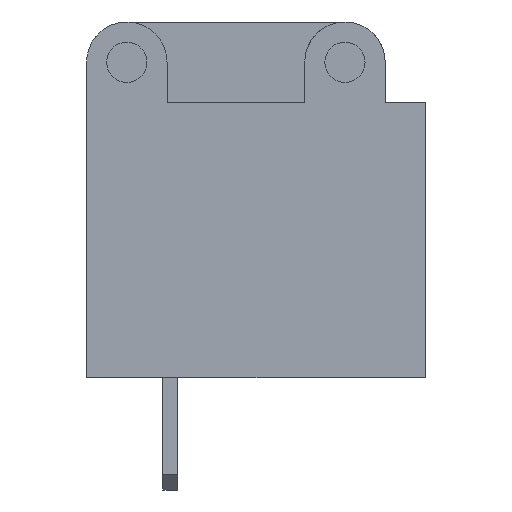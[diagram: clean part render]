
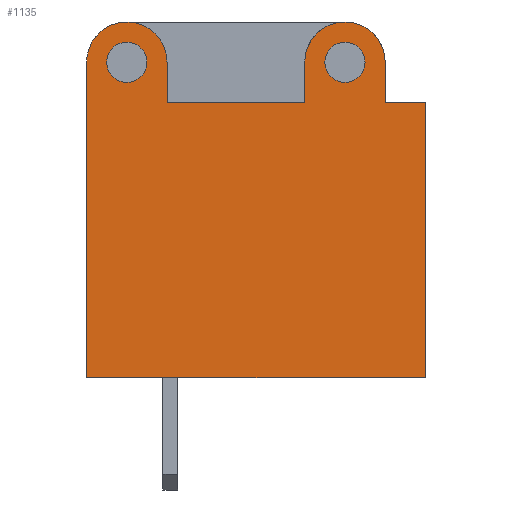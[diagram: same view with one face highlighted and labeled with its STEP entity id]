
A CAD part, left-side view. The second image highlights one B-rep face of the part: STEP entity #1135.
In plain terms, the highlighted planar face has unit normal (-1, 0, 0).
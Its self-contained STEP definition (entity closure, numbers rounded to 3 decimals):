
#13=DIRECTION('',(0.,0.,1.));
#22=VERTEX_POINT('',#23);
#23=CARTESIAN_POINT('',(-5.5,-12.05,0.));
#28=DIRECTION('',(1.,0.,0.));
#30=EDGE_CURVE('',#22,#31,#33,.T.);
#31=VERTEX_POINT('',#32);
#32=CARTESIAN_POINT('',(-5.5,-12.05,13.));
#33=LINE('',#23,#34);
#34=VECTOR('',#13,1.);
#58=VECTOR('',#59,1.);
#59=DIRECTION('',(0.,0.,-1.));
#173=DIRECTION('',(0.,1.,0.));
#178=EDGE_CURVE('',#179,#22,#181,.T.);
#179=VERTEX_POINT('',#180);
#180=CARTESIAN_POINT('',(-5.5,3.95,0.));
#181=LINE('',#180,#182);
#182=VECTOR('',#183,1.);
#183=DIRECTION('',(0.,-1.,0.));
#195=DIRECTION('',(-1.,0.,0.));
#526=VECTOR('',#527,1.);
#527=DIRECTION('',(0.,0.,-1.));
#1128=VERTEX_POINT('',#1129);
#1129=CARTESIAN_POINT('',(-5.5,-10.15,13.));
#1131=ORIENTED_EDGE('',*,*,#1132,.T.);
#1132=EDGE_CURVE('',#1128,#31,#1133,.T.);
#1133=LINE('',#1134,#182);
#1134=CARTESIAN_POINT('',(-5.5,3.95,13.));
#1135=ADVANCED_FACE('',(#1136,#1176,#1184),#1192,.F.);
#1136=FACE_BOUND('',#1137,.F.);
#1137=EDGE_LOOP('',(#1138,#1143,#1150,#1155,#1159,#1164,#1171,#1131,#1174,#1175));
#1138=ORIENTED_EDGE('',*,*,#1139,.F.);
#1139=EDGE_CURVE('',#1140,#179,#1142,.T.);
#1140=VERTEX_POINT('',#1141);
#1141=CARTESIAN_POINT('',(-5.5,3.95,14.9));
#1142=LINE('',#1141,#58);
#1143=ORIENTED_EDGE('',*,*,#1144,.T.);
#1144=EDGE_CURVE('',#1140,#1145,#1147,.T.);
#1145=VERTEX_POINT('',#1146);
#1146=CARTESIAN_POINT('',(-5.5,0.15,14.9));
#1147=CIRCLE('',#1148,1.9);
#1148=AXIS2_PLACEMENT_3D('',#1149,#28,#173);
#1149=CARTESIAN_POINT('',(-5.5,2.05,14.9));
#1150=ORIENTED_EDGE('',*,*,#1151,.T.);
#1151=EDGE_CURVE('',#1145,#1152,#1154,.T.);
#1152=VERTEX_POINT('',#1153);
#1153=CARTESIAN_POINT('',(-5.5,0.15,13.));
#1154=LINE('',#1146,#526);
#1155=ORIENTED_EDGE('',*,*,#1156,.T.);
#1156=EDGE_CURVE('',#1152,#1157,#1133,.T.);
#1157=VERTEX_POINT('',#1158);
#1158=CARTESIAN_POINT('',(-5.5,-6.35,13.));
#1159=ORIENTED_EDGE('',*,*,#1160,.T.);
#1160=EDGE_CURVE('',#1157,#1161,#1163,.T.);
#1161=VERTEX_POINT('',#1162);
#1162=CARTESIAN_POINT('',(-5.5,-6.35,14.9));
#1163=LINE('',#1158,#34);
#1164=ORIENTED_EDGE('',*,*,#1165,.T.);
#1165=EDGE_CURVE('',#1161,#1166,#1168,.T.);
#1166=VERTEX_POINT('',#1167);
#1167=CARTESIAN_POINT('',(-5.5,-10.15,14.9));
#1168=CIRCLE('',#1169,1.9);
#1169=AXIS2_PLACEMENT_3D('',#1170,#28,#173);
#1170=CARTESIAN_POINT('',(-5.5,-8.25,14.9));
#1171=ORIENTED_EDGE('',*,*,#1172,.T.);
#1172=EDGE_CURVE('',#1166,#1128,#1173,.T.);
#1173=LINE('',#1167,#526);
#1174=ORIENTED_EDGE('',*,*,#30,.F.);
#1175=ORIENTED_EDGE('',*,*,#178,.F.);
#1176=FACE_BOUND('',#1177,.F.);
#1177=EDGE_LOOP('',(#1178));
#1178=ORIENTED_EDGE('',*,*,#1179,.T.);
#1179=EDGE_CURVE('',#1180,#1180,#1182,.T.);
#1180=VERTEX_POINT('',#1181);
#1181=CARTESIAN_POINT('',(-5.5,1.1,14.9));
#1182=CIRCLE('',#1183,0.95);
#1183=AXIS2_PLACEMENT_3D('',#1149,#195,#183);
#1184=FACE_BOUND('',#1185,.F.);
#1185=EDGE_LOOP('',(#1186));
#1186=ORIENTED_EDGE('',*,*,#1187,.T.);
#1187=EDGE_CURVE('',#1188,#1188,#1190,.T.);
#1188=VERTEX_POINT('',#1189);
#1189=CARTESIAN_POINT('',(-5.5,-9.2,14.9));
#1190=CIRCLE('',#1191,0.95);
#1191=AXIS2_PLACEMENT_3D('',#1170,#195,#183);
#1192=PLANE('',#1193);
#1193=AXIS2_PLACEMENT_3D('',#180,#28,#183);
